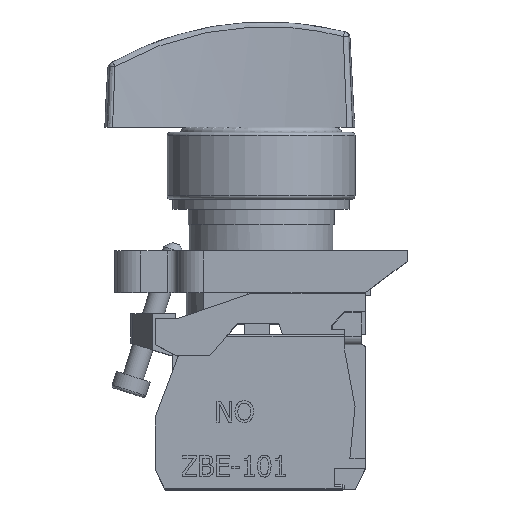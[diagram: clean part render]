
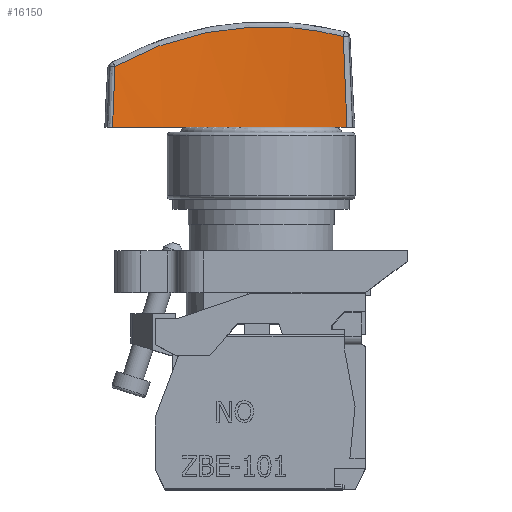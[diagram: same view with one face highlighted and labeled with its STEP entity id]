
A CAD part, top view. The second image highlights one B-rep face of the part: STEP entity #16150.
In plain terms, the highlighted conical face has half-angle 3 degrees and reference radius 144.13 mm.
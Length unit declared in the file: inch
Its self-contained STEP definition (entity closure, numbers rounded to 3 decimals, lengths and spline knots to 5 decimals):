
#534=B_SPLINE_CURVE_WITH_KNOTS($,3,(#27585,#27586,#27587,#27588,#27589),
 .UNSPECIFIED.,.F.,.F.,(4,1,4),(-3.61613,-1.54977,0.),
 .UNSPECIFIED.);
#540=B_SPLINE_CURVE_WITH_KNOTS($,3,(#27681,#27682,#27683,#27684),
 .UNSPECIFIED.,.F.,.F.,(4,4),(-1.45925,-0.07667),
 .UNSPECIFIED.);
#543=B_SPLINE_CURVE_WITH_KNOTS($,3,(#27708,#27709,#27710,#27711),
 .UNSPECIFIED.,.F.,.F.,(4,4),(0.07667,1.00514),
 .UNSPECIFIED.);
#755=CONICAL_SURFACE($,#17053,5.67442,3.);
#1136=CIRCLE($,#17054,5.67442);
#1137=CIRCLE($,#17055,5.67442);
#1138=CIRCLE($,#17056,5.67442);
#1974=FACE_OUTER_BOUND($,#2918,.T.);
#2918=EDGE_LOOP($,(#14632,#14633,#14634,#14635,#14636,#14637));
#7869=VERTEX_POINT($,#27582);
#7870=VERTEX_POINT($,#27584);
#7873=VERTEX_POINT($,#27680);
#7875=VERTEX_POINT($,#27707);
#7876=VERTEX_POINT($,#27712);
#7877=VERTEX_POINT($,#27714);
#10122=EDGE_CURVE($,#7869,#7870,#534,.T.);
#10135=EDGE_CURVE($,#7870,#7873,#540,.T.);
#10138=EDGE_CURVE($,#7875,#7869,#543,.T.);
#10139=EDGE_CURVE($,#7875,#7876,#1136,.T.);
#10140=EDGE_CURVE($,#7877,#7876,#1137,.T.);
#10141=EDGE_CURVE($,#7877,#7873,#1138,.T.);
#14632=ORIENTED_EDGE($,*,*,#10122,.F.);
#14633=ORIENTED_EDGE($,*,*,#10138,.F.);
#14634=ORIENTED_EDGE($,*,*,#10139,.T.);
#14635=ORIENTED_EDGE($,*,*,#10140,.F.);
#14636=ORIENTED_EDGE($,*,*,#10141,.T.);
#14637=ORIENTED_EDGE($,*,*,#10135,.F.);
#16150=ADVANCED_FACE($,(#1974),#755,.F.);
#17053=AXIS2_PLACEMENT_3D($,#27706,#20555,#20556);
#17054=AXIS2_PLACEMENT_3D($,#27713,#20557,#20558);
#17055=AXIS2_PLACEMENT_3D($,#27715,#20559,#20560);
#17056=AXIS2_PLACEMENT_3D($,#27716,#20561,#20562);
#20555=DIRECTION('center_axis',(0.,1.,0.));
#20556=DIRECTION('ref_axis',(0.992,0.,0.128));
#20557=DIRECTION('center_axis',(0.,-1.,0.));
#20558=DIRECTION('ref_axis',(0.992,0.,0.128));
#20559=DIRECTION('center_axis',(0.,1.,0.));
#20560=DIRECTION('ref_axis',(0.992,0.,0.128));
#20561=DIRECTION('center_axis',(0.,-1.,0.));
#20562=DIRECTION('ref_axis',(0.992,0.,0.128));
#27582=CARTESIAN_POINT('',(0.13187,0.79587,0.87456));
#27584=CARTESIAN_POINT('',(0.12156,0.9742,-0.49208));
#27585=CARTESIAN_POINT('Ctrl Pts',(0.13187,0.79587,
0.87456));
#27586=CARTESIAN_POINT('Ctrl Pts',(0.09657,0.92701,
0.64109));
#27587=CARTESIAN_POINT('Ctrl Pts',(0.06056,1.06765,
0.17864));
#27588=CARTESIAN_POINT('Ctrl Pts',(0.09558,1.02437,
-0.29774));
#27589=CARTESIAN_POINT('Ctrl Pts',(0.12156,0.9742,
-0.49208));
#27680=CARTESIAN_POINT('',(0.15295,0.43125,-0.51438));
#27681=CARTESIAN_POINT('Ctrl Pts',(0.12156,0.9742,
-0.49208));
#27682=CARTESIAN_POINT('Ctrl Pts',(0.13203,0.79323,
-0.49974));
#27683=CARTESIAN_POINT('Ctrl Pts',(0.14249,0.61224,
-0.50717));
#27684=CARTESIAN_POINT('Ctrl Pts',(0.15295,0.43125,
-0.51438));
#27706=CARTESIAN_POINT('Origin',(5.78379,0.43125,0.1875));
#27707=CARTESIAN_POINT('',(0.15295,0.43125,0.88938));
#27708=CARTESIAN_POINT('Ctrl Pts',(0.15295,0.43125,
0.88938));
#27709=CARTESIAN_POINT('Ctrl Pts',(0.14593,0.5528,
0.88454));
#27710=CARTESIAN_POINT('Ctrl Pts',(0.1389,0.67434,0.8796));
#27711=CARTESIAN_POINT('Ctrl Pts',(0.13187,0.79587,
0.87456));
#27712=CARTESIAN_POINT('',(0.11489,0.43125,0.43767));
#27713=CARTESIAN_POINT('Origin',(5.78379,0.43125,0.1875));
#27714=CARTESIAN_POINT('',(0.143,0.43125,-0.42931));
#27715=CARTESIAN_POINT('Origin',(5.78379,0.43125,0.1875));
#27716=CARTESIAN_POINT('Origin',(5.78379,0.43125,0.1875));
